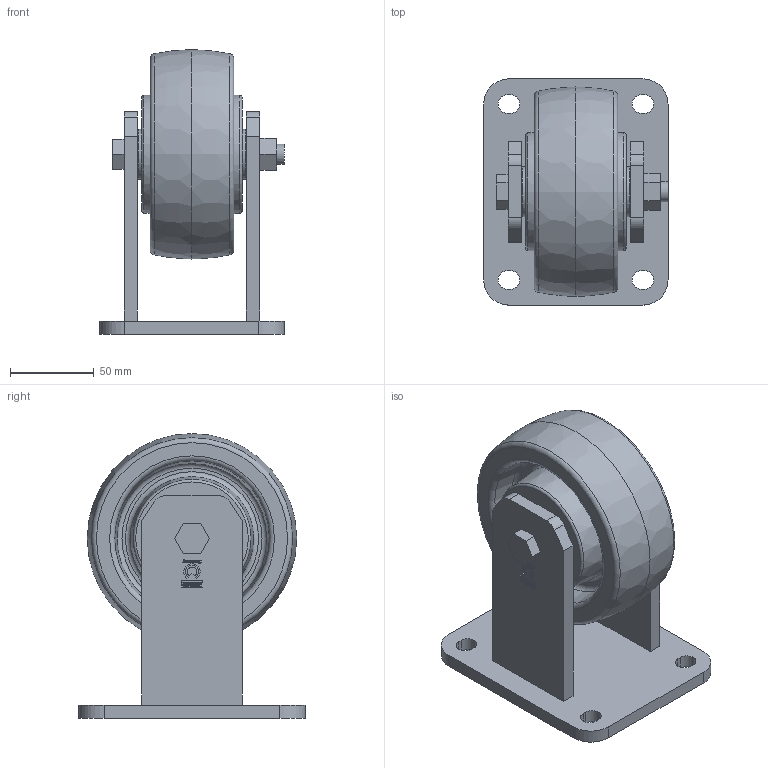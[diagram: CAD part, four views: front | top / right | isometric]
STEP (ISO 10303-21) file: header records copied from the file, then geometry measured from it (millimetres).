
FILE_DESCRIPTION(/* description */ (''),/* implementation_level */ '2;1');
FILE_NAME(/* name */ '0015379K_BP_PO_125_K',/* time_stamp */ '2011-03-04T11:13:56+01:00',/* author */ (''),/* organization */ (''),/* preprocessor_version */ 'ST-DEVELOPER v9',/* originating_system */ 'UGS - NX 4.0',/* authorisation */ '');
FILE_SCHEMA (('CONFIG_CONTROL_DESIGN'));
Length unit declared in the file: millimetre
Products named in the file (1): 0015379K_BP_PO_125_K
Bounding box: 110.1 x 135 x 170 mm (x, y, z)
Volume: 760533.6 mm3; surface area: 145702.8 mm2
Topology: 1 solids, 7 shells, 610 faces, 1603 edges, 1069 vertices
Faces by surface type: plane 334, extrusion 202, cylinder 53, torus 15, cone 4, bspline 2
Full cylindrical faces by diameter (mm): 12 x3, 12.2 x2, 20 x3, 20.5 x3, 24 x1, 28.802 x4, 30 x2, 35 x1, 38.198 x4
Entity records: 20740 total; most frequent: CARTESIAN_POINT 7325, ORIENTED_EDGE 3074, DIRECTION 1878, EDGE_CURVE 1537, VERTEX_POINT 1047, B_SPLINE_CURVE_WITH_KNOTS 1004, VECTOR 810, EDGE_LOOP 738
